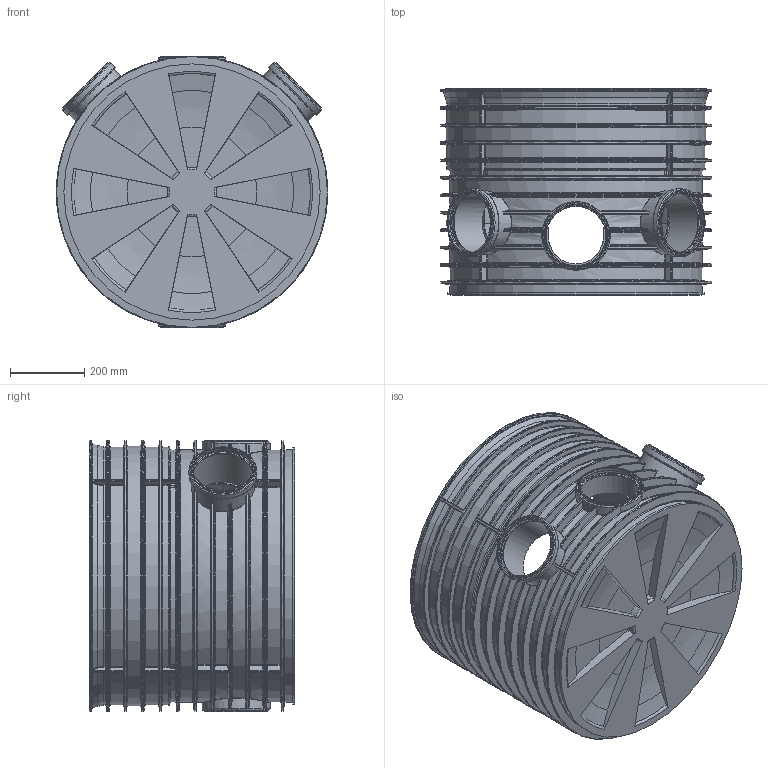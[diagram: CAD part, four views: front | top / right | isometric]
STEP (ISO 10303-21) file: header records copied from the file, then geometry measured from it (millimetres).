
FILE_DESCRIPTION(/* description */ (''),/* implementation_level */ '2;1');
FILE_NAME(/* name */ '662030z.stp',/* time_stamp */ '2024-09-16T11:06:36+02:00',/* author */ ('corinna'),/* organization */ (''),/* preprocessor_version */ 'ST-DEVELOPER v20',/* originating_system */ 'Autodesk Inventor 2024',/* authorisation */ '');
FILE_SCHEMA (('AUTOMOTIVE_DESIGN { 1 0 10303 214 3 1 1 }'));
Length unit declared in the file: millimetre
Products named in the file (3): 662030z; 662030 Schacht DN600 Boden; 662030z_1
Assembly tree (2 placements, depth 2):
  662030z
    662030 Schacht DN600 Boden
    662030z_1
Bounding box: 731 x 554.5 x 732 mm (x, y, z)
Volume: 23263832.5 mm3; surface area: 5631448.8 mm2
Topology: 2 solids, 14 shells, 1832 faces, 4363 edges, 2462 vertices
Faces by surface type: bspline 800, cylinder 300, torus 271, plane 180, cone 157, sphere 124
Full cylindrical faces by diameter (mm): 120 x1, 135 x1, 150 x1, 160.5 x4, 160.7 x4, 160.8 x4, 169.5 x2, 169.8 x2, 173.8 x4, 182.8 x2, 640 x1, 650 x1, 666 x2, 681 x2, 685 x1, 690 x1, 700 x1, 731 x3
Entity records: 77113 total; most frequent: CARTESIAN_POINT 40182, ORIENTED_EDGE 8486, DIRECTION 6494, EDGE_CURVE 4243, AXIS2_PLACEMENT_3D 2975, VERTEX_POINT 2462, CIRCLE 1914, EDGE_LOOP 1871
